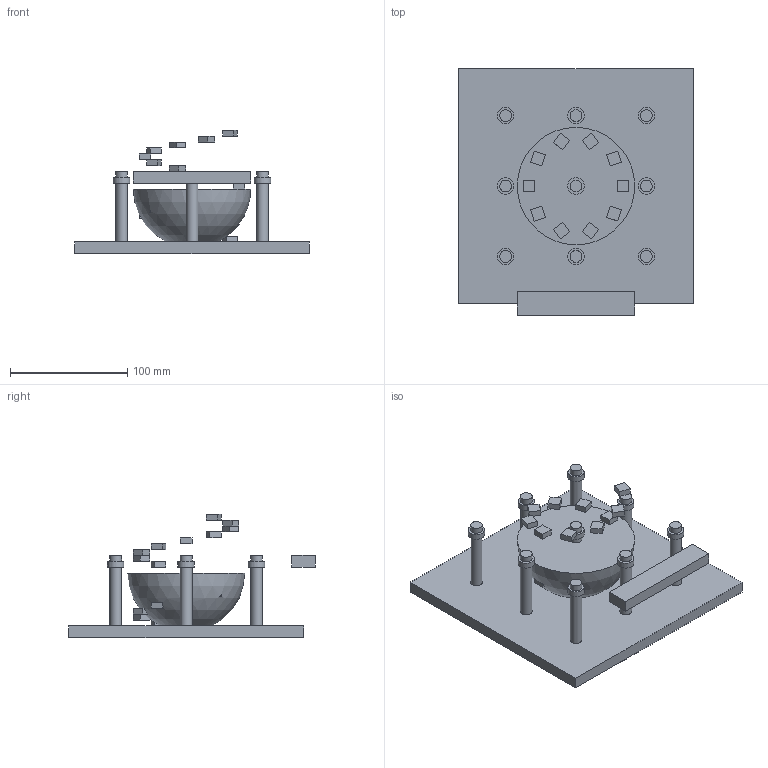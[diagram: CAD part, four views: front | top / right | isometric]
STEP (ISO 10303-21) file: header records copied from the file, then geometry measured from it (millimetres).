
FILE_DESCRIPTION(('Open CASCADE Model'),'2;1');
FILE_NAME('Open CASCADE Shape Model','2024-05-28T13:42:51',('Author'),( 'Open CASCADE'),'Open CASCADE STEP processor 7.7','Open CASCADE 7.7' ,'Unknown');
FILE_SCHEMA(('AUTOMOTIVE_DESIGN { 1 0 10303 214 1 1 1 1 }'));
Length unit declared in the file: millimetre
Products named in the file (12): Open CASCADE STEP translator 7.7 5; Open CASCADE STEP translator 7.7 5.1; Open CASCADE STEP translator 7.7 5.2; Open CASCADE STEP translator 7.7 5.3; Open CASCADE STEP translator 7.7 5.4; Open CASCADE STEP translator 7.7 5.5; Open CASCADE STEP translator 7.7 5.6; Open CASCADE STEP translator 7.7 5.7; Open CASCADE STEP translator 7.7 5.8; Open CASCADE STEP translator 7.7 5.9; Open CASCADE STEP translator 7.7 5.10; Open CASCADE STEP translator 7.7 5.11
Assembly tree (11 placements, depth 2):
  Open CASCADE STEP translator 7.7 5
    Open CASCADE STEP translator 7.7 5.1
    Open CASCADE STEP translator 7.7 5.2
    Open CASCADE STEP translator 7.7 5.3
    Open CASCADE STEP translator 7.7 5.4
    Open CASCADE STEP translator 7.7 5.5
    Open CASCADE STEP translator 7.7 5.6
    Open CASCADE STEP translator 7.7 5.7
    Open CASCADE STEP translator 7.7 5.8
    Open CASCADE STEP translator 7.7 5.9
    Open CASCADE STEP translator 7.7 5.10
    Open CASCADE STEP translator 7.7 5.11
Bounding box: 200 x 210 x 105 mm (x, y, z)
Volume: 726832.8 mm3; surface area: 137070.3 mm2
Topology: 11 solids, 11 shells, 156 faces, 297 edges, 198 vertices
Faces by surface type: plane 128, cylinder 27, sphere 1
Full cylindrical faces by diameter (mm): 10 x18, 14 x9
Entity records: 8013 total; most frequent: CARTESIAN_POINT 1334, DIRECTION 1289, LINE 728, VECTOR 728, ORIENTED_EDGE 594, PCURVE 594, DEFINITIONAL_REPRESENTATION 594, EDGE_CURVE 297
